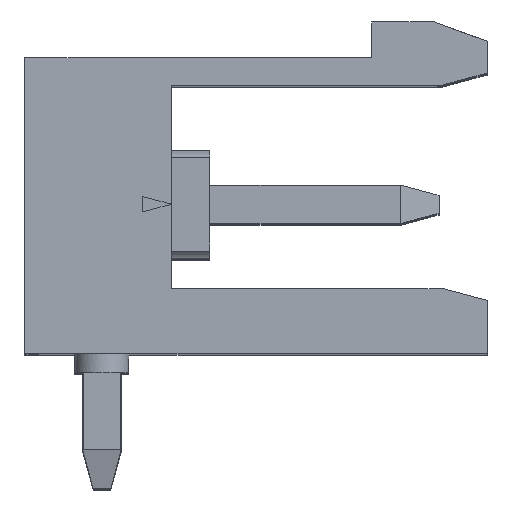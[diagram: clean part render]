
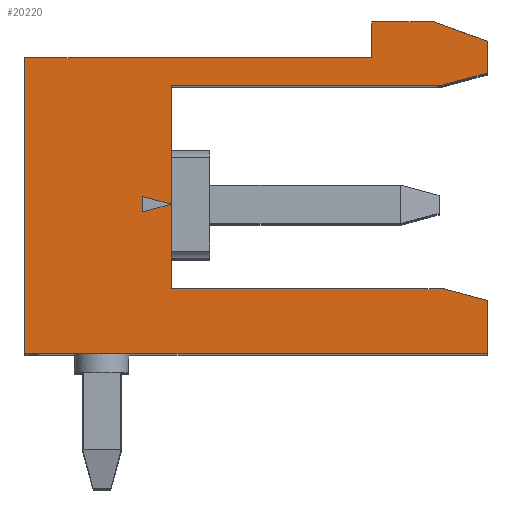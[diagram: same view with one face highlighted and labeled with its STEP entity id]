
A CAD part, top view. The second image highlights one B-rep face of the part: STEP entity #20220.
In plain terms, the highlighted planar face has unit normal (0, 0, 1).
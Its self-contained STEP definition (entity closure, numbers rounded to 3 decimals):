
#1550=CARTESIAN_POINT('',(39.677,41.844,
   2.54));
#1560=VERTEX_POINT('',#1550);
#1710=CARTESIAN_POINT('',(39.677,41.442,
   2.54));
#1720=VERTEX_POINT('',#1710);
#1750=CARTESIAN_POINT('',(39.677,0.,
   2.54));
#1760=DIRECTION('',(0.,-1.,
   0.));
#1770=VECTOR('',#1760,1.);
#1780=LINE('',#1750,#1770);
#1790=EDGE_CURVE('',#1560,#1720,#1780,.T.);
#2000=CARTESIAN_POINT('',(48.627,45.048,
   2.54));
#2010=VERTEX_POINT('',#2000);
#2180=CARTESIAN_POINT('',(47.464,44.736,
   2.54));
#2190=VERTEX_POINT('',#2180);
#2220=CARTESIAN_POINT('',(0.,32.018,
   2.54));
#2230=DIRECTION('',(0.966,0.259,
   0.));
#2240=VECTOR('',#2230,1.);
#2250=LINE('',#2220,#2240);
#2260=EDGE_CURVE('',#2190,#2010,#2250,.T.);
#6070=CARTESIAN_POINT('',(48.627,0.,
   2.54));
#6080=DIRECTION('',(0.,1.,
   0.));
#6090=VECTOR('',#6080,1.);
#6100=LINE('',#6070,#6090);
#6110=CARTESIAN_POINT('',(48.627,45.873,
   2.54));
#6120=VERTEX_POINT('',#6110);
#6130=EDGE_CURVE('',#2010,#6120,#6100,.T.);
#8200=CARTESIAN_POINT('',(40.427,41.643,
   2.54));
#8210=VERTEX_POINT('',#8200);
#8330=CARTESIAN_POINT('',(-0.05,52.488
   ,2.54));
#8340=DIRECTION('',(-0.966,0.259,
   0.));
#8350=VECTOR('',#8340,1.);
#8360=LINE('',#8330,#8350);
#8370=EDGE_CURVE('',#8210,#1560,#8360,.T.);
#12680=CARTESIAN_POINT('',(48.627,39.143
   ,2.54));
#12690=VERTEX_POINT('',#12680);
#12740=CARTESIAN_POINT('',(0.,52.172
   ,2.54));
#12750=DIRECTION('',(0.966,-0.259,
   0.));
#12760=VECTOR('',#12750,1.);
#12770=LINE('',#12740,#12760);
#12780=CARTESIAN_POINT('',(47.507,39.443
   ,2.54));
#12790=VERTEX_POINT('',#12780);
#12800=EDGE_CURVE('',#12790,#12690,#12770,.T.);
#18000=CARTESIAN_POINT('',(-0.05,
   30.797,2.54));
#18010=DIRECTION('',(0.966,0.259,
   0.));
#18020=VECTOR('',#18010,1.);
#18030=LINE('',#18000,#18020);
#18040=EDGE_CURVE('',#1720,#8210,#18030,.T.);
#19110=CARTESIAN_POINT('',(40.427,39.443
   ,2.54));
#19120=VERTEX_POINT('',#19110);
#19220=CARTESIAN_POINT('',(0.,39.443
   ,2.54));
#19230=DIRECTION('',(-1.,0.,
   0.));
#19240=VECTOR('',#19230,1.);
#19250=LINE('',#19220,#19240);
#19260=EDGE_CURVE('',#12790,#19120,#19250,.T.);
#19380=CARTESIAN_POINT('',(39.845,39.69
   ,2.54));
#19390=DIRECTION('',(0.,0.,
   1.));
#19400=DIRECTION('',(1.,0.,
   0.));
#19410=AXIS2_PLACEMENT_3D('',#19380,#19390,#19400);
#19420=PLANE('',#19410);
#19430=ORIENTED_EDGE('',*,*,#18040,.F.);
#19440=CARTESIAN_POINT('',(40.427,0.
   ,2.54));
#19450=DIRECTION('',(0.,1.,
   0.));
#19460=VECTOR('',#19450,1.);
#19470=LINE('',#19440,#19460);
#19480=EDGE_CURVE('',#19120,#8210,#19470,.T.);
#19490=ORIENTED_EDGE('',*,*,#19480,.T.);
#19500=ORIENTED_EDGE('',*,*,#19260,.T.);
#19510=ORIENTED_EDGE('',*,*,#12800,.F.);
#19520=CARTESIAN_POINT('',(48.627,0.
   ,2.54));
#19530=DIRECTION('',(0.,1.,
   0.));
#19540=VECTOR('',#19530,1.);
#19550=LINE('',#19520,#19540);
#19560=CARTESIAN_POINT('',(48.627,37.773
   ,2.54));
#19570=VERTEX_POINT('',#19560);
#19580=EDGE_CURVE('',#19570,#12690,#19550,.T.);
#19590=ORIENTED_EDGE('',*,*,#19580,.T.);
#19600=CARTESIAN_POINT('',(0.,37.773
   ,2.54));
#19610=DIRECTION('',(1.,0.,
   0.));
#19620=VECTOR('',#19610,1.);
#19630=LINE('',#19600,#19620);
#19640=CARTESIAN_POINT('',(36.627,37.773
   ,2.54));
#19650=VERTEX_POINT('',#19640);
#19660=EDGE_CURVE('',#19650,#19570,#19630,.T.);
#19670=ORIENTED_EDGE('',*,*,#19660,.T.);
#19680=CARTESIAN_POINT('',(36.627,0.
   ,2.54));
#19690=DIRECTION('',(0.,-1.,
   0.));
#19700=VECTOR('',#19690,1.);
#19710=LINE('',#19680,#19700);
#19720=CARTESIAN_POINT('',(36.627,45.443
   ,2.54));
#19730=VERTEX_POINT('',#19720);
#19740=EDGE_CURVE('',#19730,#19650,#19710,.T.);
#19750=ORIENTED_EDGE('',*,*,#19740,.T.);
#19760=CARTESIAN_POINT('',(0.,45.443
   ,2.54));
#19770=DIRECTION('',(-1.,0.,
   0.));
#19780=VECTOR('',#19770,1.);
#19790=LINE('',#19760,#19780);
#19800=CARTESIAN_POINT('',(45.627,45.443
   ,2.54));
#19810=VERTEX_POINT('',#19800);
#19820=EDGE_CURVE('',#19810,#19730,#19790,.T.);
#19830=ORIENTED_EDGE('',*,*,#19820,.T.);
#19840=CARTESIAN_POINT('',(45.627,0.
   ,2.54));
#19850=DIRECTION('',(0.,-1.,
   0.));
#19860=VECTOR('',#19850,1.);
#19870=LINE('',#19840,#19860);
#19880=CARTESIAN_POINT('',(45.627,46.373
   ,2.54));
#19890=VERTEX_POINT('',#19880);
#19900=EDGE_CURVE('',#19890,#19810,#19870,.T.);
#19910=ORIENTED_EDGE('',*,*,#19900,.T.);
#19920=CARTESIAN_POINT('',(0.,46.373
   ,2.54));
#19930=DIRECTION('',(-1.,0.,
   0.));
#19940=VECTOR('',#19930,1.);
#19950=LINE('',#19920,#19940);
#19960=CARTESIAN_POINT('',(47.253,46.373
   ,2.54));
#19970=VERTEX_POINT('',#19960);
#19980=EDGE_CURVE('',#19970,#19890,#19950,.T.);
#19990=ORIENTED_EDGE('',*,*,#19980,.T.);
#20000=CARTESIAN_POINT('',(0.,63.571
   ,2.54));
#20010=DIRECTION('',(-0.94,0.342,
   0.));
#20020=VECTOR('',#20010,1.);
#20030=LINE('',#20000,#20020);
#20040=EDGE_CURVE('',#6120,#19970,#20030,.T.);
#20050=ORIENTED_EDGE('',*,*,#20040,.T.);
#20060=ORIENTED_EDGE('',*,*,#6130,.T.);
#20070=ORIENTED_EDGE('',*,*,#2260,.T.);
#20080=CARTESIAN_POINT('',(0.,44.736
   ,2.54));
#20090=DIRECTION('',(1.,0.,
   0.));
#20100=VECTOR('',#20090,1.);
#20110=LINE('',#20080,#20100);
#20120=CARTESIAN_POINT('',(40.427,44.736
   ,2.54));
#20130=VERTEX_POINT('',#20120);
#20140=EDGE_CURVE('',#20130,#2190,#20110,.T.);
#20150=ORIENTED_EDGE('',*,*,#20140,.T.);
#20160=EDGE_CURVE('',#8210,#20130,#19470,.T.);
#20170=ORIENTED_EDGE('',*,*,#20160,.T.);
#20180=ORIENTED_EDGE('',*,*,#8370,.F.);
#20190=ORIENTED_EDGE('',*,*,#1790,.F.);
#20200=EDGE_LOOP('',(#20190,#20180,#20170,#20150,#20070,#20060,#20050,
   #19990,#19910,#19830,#19750,#19670,#19590,#19510,#19500,#19490,#19430
   ));
#20210=FACE_OUTER_BOUND('',#20200,.T.);
#20220=ADVANCED_FACE('',(#20210),#19420,.T.);
